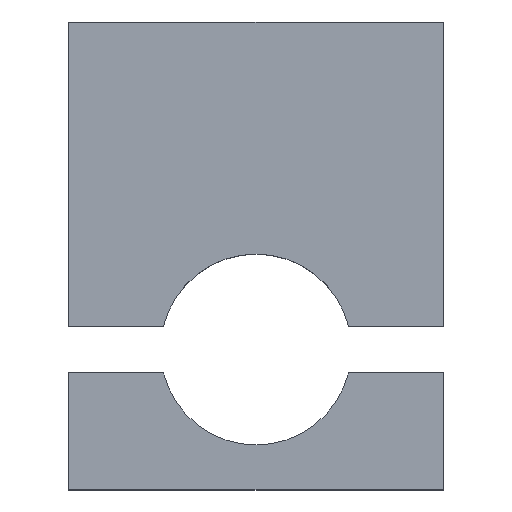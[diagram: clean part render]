
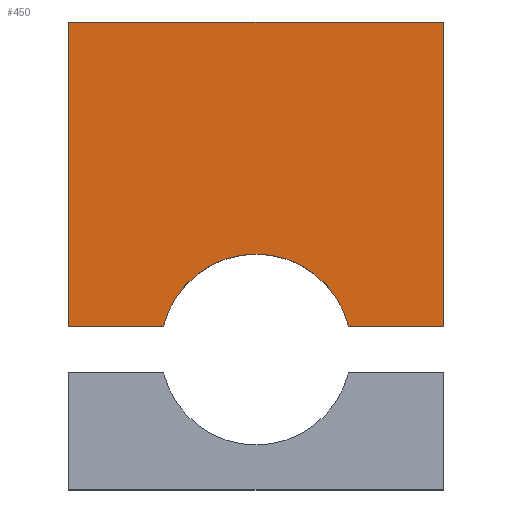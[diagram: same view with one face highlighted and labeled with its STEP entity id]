
A CAD part, top view. The second image highlights one B-rep face of the part: STEP entity #450.
In plain terms, the highlighted planar face has unit normal (0, 0, 1).
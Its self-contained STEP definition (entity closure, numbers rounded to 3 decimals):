
#28=PLANE('',#499);
#59=FACE_OUTER_BOUND('',#89,.T.);
#89=EDGE_LOOP('',(#350,#351,#352,#353,#354,#355));
#125=LINE('',#703,#167);
#127=LINE('',#709,#169);
#130=LINE('',#715,#172);
#131=LINE('',#717,#173);
#132=LINE('',#718,#174);
#167=VECTOR('',#568,10.);
#169=VECTOR('',#572,10.);
#172=VECTOR('',#577,10.);
#173=VECTOR('',#578,10.);
#174=VECTOR('',#579,10.);
#206=CIRCLE('',#500,20.4);
#228=VERTEX_POINT('',#697);
#230=VERTEX_POINT('',#701);
#231=VERTEX_POINT('',#705);
#233=VERTEX_POINT('',#708);
#235=VERTEX_POINT('',#714);
#236=VERTEX_POINT('',#716);
#274=EDGE_CURVE('',#228,#230,#125,.T.);
#276=EDGE_CURVE('',#233,#231,#127,.T.);
#279=EDGE_CURVE('',#230,#235,#130,.T.);
#280=EDGE_CURVE('',#235,#236,#131,.T.);
#281=EDGE_CURVE('',#236,#233,#132,.T.);
#282=EDGE_CURVE('',#231,#228,#206,.T.);
#350=ORIENTED_EDGE('',*,*,#274,.T.);
#351=ORIENTED_EDGE('',*,*,#279,.T.);
#352=ORIENTED_EDGE('',*,*,#280,.T.);
#353=ORIENTED_EDGE('',*,*,#281,.T.);
#354=ORIENTED_EDGE('',*,*,#276,.T.);
#355=ORIENTED_EDGE('',*,*,#282,.T.);
#450=ADVANCED_FACE('',(#59),#28,.T.);
#499=AXIS2_PLACEMENT_3D('',#713,#575,#576);
#500=AXIS2_PLACEMENT_3D('',#719,#580,#581);
#568=DIRECTION('',(1.,0.,0.));
#572=DIRECTION('',(1.,0.,0.));
#575=DIRECTION('center_axis',(0.,0.,1.));
#576=DIRECTION('ref_axis',(1.,0.,0.));
#577=DIRECTION('',(0.,1.,0.));
#578=DIRECTION('',(-1.,0.,0.));
#579=DIRECTION('',(0.,-1.,0.));
#580=DIRECTION('center_axis',(0.,0.,-1.));
#581=DIRECTION('ref_axis',(1.,0.,0.));
#697=CARTESIAN_POINT('',(19.778,5.,15.));
#701=CARTESIAN_POINT('',(40.,5.,15.));
#703=CARTESIAN_POINT('',(-20.,5.,15.));
#705=CARTESIAN_POINT('',(-19.778,5.,15.));
#708=CARTESIAN_POINT('',(-40.,5.,15.));
#709=CARTESIAN_POINT('',(-20.,5.,15.));
#713=CARTESIAN_POINT('Origin',(0.,20.,15.));
#714=CARTESIAN_POINT('',(40.,70.,15.));
#715=CARTESIAN_POINT('',(40.,70.,15.));
#716=CARTESIAN_POINT('',(-40.,70.,15.));
#717=CARTESIAN_POINT('',(-40.,70.,15.));
#718=CARTESIAN_POINT('',(-40.,-30.,15.));
#719=CARTESIAN_POINT('Origin',(0.,0.,15.));
